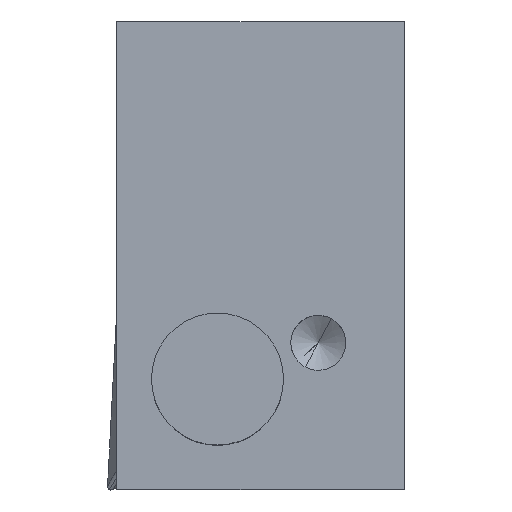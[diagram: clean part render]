
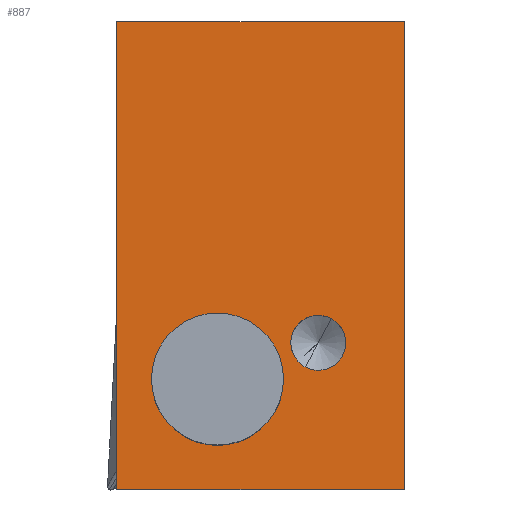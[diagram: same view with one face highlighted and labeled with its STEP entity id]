
A CAD part, top view. The second image highlights one B-rep face of the part: STEP entity #887.
In plain terms, the highlighted planar face has unit normal (0, 0, 1).
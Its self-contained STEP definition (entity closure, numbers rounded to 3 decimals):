
#809=AXIS2_PLACEMENT_3D('Circle Axis2P3D',#807,#808,$) ;
#828=AXIS2_PLACEMENT_3D('Circle Axis2P3D',#826,#827,$) ;
#841=AXIS2_PLACEMENT_3D('Plane Axis2P3D',#838,#839,#840) ;
#855=AXIS2_PLACEMENT_3D('Circle Axis2P3D',#853,#854,$) ;
#864=AXIS2_PLACEMENT_3D('Circle Axis2P3D',#862,#863,$) ;
#871=AXIS2_PLACEMENT_3D('Circle Axis2P3D',#869,#870,$) ;
#878=AXIS2_PLACEMENT_3D('Circle Axis2P3D',#876,#877,$) ;
#698=CARTESIAN_POINT('Line Origine',(-6.5,6.75,0.)) ;
#702=CARTESIAN_POINT('Vertex',(-6.5,19.5,0.)) ;
#704=CARTESIAN_POINT('Vertex',(-6.5,-6.,0.)) ;
#732=CARTESIAN_POINT('Line Origine',(1.35,-6.,0.)) ;
#736=CARTESIAN_POINT('Vertex',(9.2,-6.,0.)) ;
#760=CARTESIAN_POINT('Vertex',(9.2,19.5,0.)) ;
#763=CARTESIAN_POINT('Line Origine',(9.2,6.75,0.)) ;
#783=CARTESIAN_POINT('Line Origine',(1.35,19.5,0.)) ;
#804=CARTESIAN_POINT('Vertex',(2.6,0.,0.)) ;
#807=CARTESIAN_POINT('Axis2P3D Location',(-1.,0.,0.)) ;
#811=CARTESIAN_POINT('Vertex',(-4.6,0.,0.)) ;
#826=CARTESIAN_POINT('Axis2P3D Location',(-1.,0.,0.)) ;
#838=CARTESIAN_POINT('Axis2P3D Location',(-7.,19.5,0.)) ;
#853=CARTESIAN_POINT('Axis2P3D Location',(4.5,2.,0.)) ;
#857=CARTESIAN_POINT('Vertex',(3.781,0.684,0.)) ;
#859=CARTESIAN_POINT('Vertex',(5.,0.586,0.)) ;
#862=CARTESIAN_POINT('Axis2P3D Location',(4.5,2.,0.)) ;
#866=CARTESIAN_POINT('Vertex',(4.277,3.483,0.)) ;
#869=CARTESIAN_POINT('Axis2P3D Location',(4.5,2.,0.)) ;
#873=CARTESIAN_POINT('Vertex',(5.219,3.316,0.)) ;
#876=CARTESIAN_POINT('Axis2P3D Location',(4.5,2.,0.)) ;
#699=DIRECTION('Vector Direction',(0.,-1.,0.)) ;
#733=DIRECTION('Vector Direction',(-1.,0.,0.)) ;
#764=DIRECTION('Vector Direction',(0.,-1.,0.)) ;
#784=DIRECTION('Vector Direction',(1.,0.,0.)) ;
#808=DIRECTION('Axis2P3D Direction',(-0.,0.,1.)) ;
#827=DIRECTION('Axis2P3D Direction',(-0.,0.,1.)) ;
#839=DIRECTION('Axis2P3D Direction',(0.,0.,1.)) ;
#840=DIRECTION('Axis2P3D XDirection',(0.,-1.,0.)) ;
#854=DIRECTION('Axis2P3D Direction',(0.,0.,1.)) ;
#863=DIRECTION('Axis2P3D Direction',(0.,0.,1.)) ;
#870=DIRECTION('Axis2P3D Direction',(0.,0.,1.)) ;
#877=DIRECTION('Axis2P3D Direction',(0.,0.,1.)) ;
#700=VECTOR('Line Direction',#699,1.) ;
#734=VECTOR('Line Direction',#733,1.) ;
#765=VECTOR('Line Direction',#764,1.) ;
#785=VECTOR('Line Direction',#784,1.) ;
#844=ORIENTED_EDGE('',*,*,#706,.T.) ;
#845=ORIENTED_EDGE('',*,*,#738,.F.) ;
#846=ORIENTED_EDGE('',*,*,#767,.T.) ;
#847=ORIENTED_EDGE('',*,*,#787,.F.) ;
#850=ORIENTED_EDGE('',*,*,#813,.F.) ;
#851=ORIENTED_EDGE('',*,*,#830,.F.) ;
#882=ORIENTED_EDGE('',*,*,#861,.F.) ;
#883=ORIENTED_EDGE('',*,*,#868,.F.) ;
#884=ORIENTED_EDGE('',*,*,#875,.F.) ;
#885=ORIENTED_EDGE('',*,*,#880,.F.) ;
#852=FACE_BOUND('',#849,.T.) ;
#886=FACE_BOUND('',#881,.T.) ;
#887=ADVANCED_FACE('NO CUT',(#848,#852,#886),#842,.T.) ;
#810=CIRCLE('generated circle',#809,3.6) ;
#829=CIRCLE('generated circle',#828,3.6) ;
#856=CIRCLE('generated circle',#855,1.5) ;
#865=CIRCLE('generated circle',#864,1.5) ;
#872=CIRCLE('generated circle',#871,1.5) ;
#879=CIRCLE('generated circle',#878,1.5) ;
#706=EDGE_CURVE('',#703,#705,#701,.T.) ;
#738=EDGE_CURVE('',#737,#705,#735,.T.) ;
#767=EDGE_CURVE('',#737,#761,#766,.F.) ;
#787=EDGE_CURVE('',#703,#761,#786,.T.) ;
#813=EDGE_CURVE('',#805,#812,#810,.T.) ;
#830=EDGE_CURVE('',#812,#805,#829,.T.) ;
#861=EDGE_CURVE('',#858,#860,#856,.T.) ;
#868=EDGE_CURVE('',#867,#858,#865,.T.) ;
#875=EDGE_CURVE('',#874,#867,#872,.T.) ;
#880=EDGE_CURVE('',#860,#874,#879,.T.) ;
#843=EDGE_LOOP('',(#844,#845,#846,#847)) ;
#849=EDGE_LOOP('',(#850,#851)) ;
#881=EDGE_LOOP('',(#882,#883,#884,#885)) ;
#848=FACE_OUTER_BOUND('',#843,.T.) ;
#701=LINE('Line',#698,#700) ;
#735=LINE('Line',#732,#734) ;
#766=LINE('Line',#763,#765) ;
#786=LINE('Line',#783,#785) ;
#842=PLANE('',#841) ;
#703=VERTEX_POINT('',#702) ;
#705=VERTEX_POINT('',#704) ;
#737=VERTEX_POINT('',#736) ;
#761=VERTEX_POINT('',#760) ;
#805=VERTEX_POINT('',#804) ;
#812=VERTEX_POINT('',#811) ;
#858=VERTEX_POINT('',#857) ;
#860=VERTEX_POINT('',#859) ;
#867=VERTEX_POINT('',#866) ;
#874=VERTEX_POINT('',#873) ;
